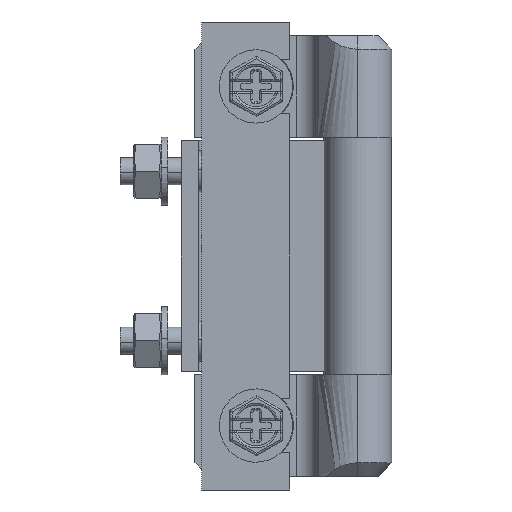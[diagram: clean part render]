
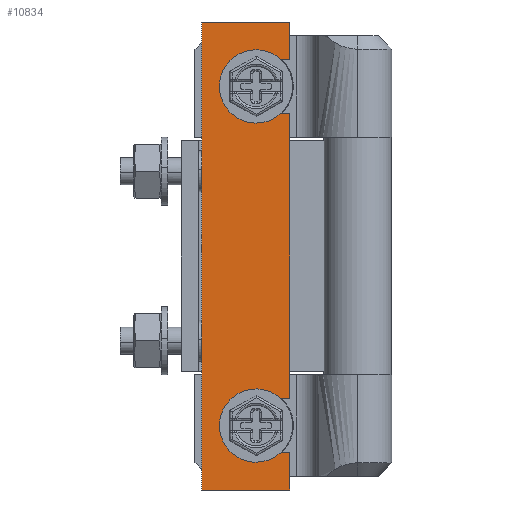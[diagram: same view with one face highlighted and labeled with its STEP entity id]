
A CAD part, left-side view. The second image highlights one B-rep face of the part: STEP entity #10834.
In plain terms, the highlighted free-form (B-spline) face has degree [1, 1] with [2, 2] control points.
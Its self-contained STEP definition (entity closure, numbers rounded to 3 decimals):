
#10719=CARTESIAN_POINT('',(-2.4,23.649,70.447));
#10720=CARTESIAN_POINT('',(-2.4,9.351,70.447));
#10721=CARTESIAN_POINT('',(-2.4,23.649,-5.447));
#10722=CARTESIAN_POINT('',(-2.4,9.351,-5.447));
#10723=B_SPLINE_SURFACE_WITH_KNOTS('',1,1,((#10719,#10721),(#10720,#10722)),.UNSPECIFIED.,.F.,.F.,.U.,(2,2),(2,2),(0.0,14.299),(0.0,75.893),.UNSPECIFIED.);
#10724=CARTESIAN_POINT('',(-2.4,10.,61.5));
#10725=VERTEX_POINT('',#10724);
#10726=CARTESIAN_POINT('',(-2.4,10.,67.));
#10727=VERTEX_POINT('',#10726);
#10728=CARTESIAN_POINT('',(-2.4,10.,61.5));
#10729=CARTESIAN_POINT('',(-2.4,10.,67.));
#10730=QUASI_UNIFORM_CURVE('',1,(#10728,#10729),.UNSPECIFIED.,.F.,.U.);
#10731=EDGE_CURVE('',#10725,#10727,#10730,.T.);
#10732=ORIENTED_EDGE('',*,*,#10731,.T.);
#10733=CARTESIAN_POINT('',(-2.4,23.,67.));
#10734=VERTEX_POINT('',#10733);
#10735=CARTESIAN_POINT('',(-2.4,10.,67.));
#10736=CARTESIAN_POINT('',(-2.4,23.,67.));
#10737=QUASI_UNIFORM_CURVE('',1,(#10735,#10736),.UNSPECIFIED.,.F.,.U.);
#10738=EDGE_CURVE('',#10727,#10734,#10737,.T.);
#10739=ORIENTED_EDGE('',*,*,#10738,.T.);
#10740=CARTESIAN_POINT('',(-2.4,23.,-2.));
#10741=VERTEX_POINT('',#10740);
#10742=CARTESIAN_POINT('',(-2.4,23.,67.));
#10743=CARTESIAN_POINT('',(-2.4,23.,-2.));
#10744=QUASI_UNIFORM_CURVE('',1,(#10742,#10743),.UNSPECIFIED.,.F.,.U.);
#10745=EDGE_CURVE('',#10734,#10741,#10744,.T.);
#10746=ORIENTED_EDGE('',*,*,#10745,.T.);
#10747=CARTESIAN_POINT('',(-2.4,10.,-2.));
#10748=VERTEX_POINT('',#10747);
#10749=CARTESIAN_POINT('',(-2.4,23.,-2.));
#10750=CARTESIAN_POINT('',(-2.4,10.,-2.));
#10751=QUASI_UNIFORM_CURVE('',1,(#10749,#10750),.UNSPECIFIED.,.F.,.U.);
#10752=EDGE_CURVE('',#10741,#10748,#10751,.T.);
#10753=ORIENTED_EDGE('',*,*,#10752,.T.);
#10754=CARTESIAN_POINT('',(-2.4,10.,3.5));
#10755=VERTEX_POINT('',#10754);
#10756=CARTESIAN_POINT('',(-2.4,10.,-2.));
#10757=CARTESIAN_POINT('',(-2.4,10.,3.5));
#10758=QUASI_UNIFORM_CURVE('',1,(#10756,#10757),.UNSPECIFIED.,.F.,.U.);
#10759=EDGE_CURVE('',#10748,#10755,#10758,.T.);
#10760=ORIENTED_EDGE('',*,*,#10759,.T.);
#10761=CARTESIAN_POINT('',(-2.4,12.938,3.5));
#10762=VERTEX_POINT('',#10761);
#10763=CARTESIAN_POINT('',(-2.4,10.,3.5));
#10764=CARTESIAN_POINT('',(-2.4,12.938,3.5));
#10765=QUASI_UNIFORM_CURVE('',1,(#10763,#10764),.UNSPECIFIED.,.F.,.U.);
#10766=EDGE_CURVE('',#10755,#10762,#10765,.T.);
#10767=ORIENTED_EDGE('',*,*,#10766,.T.);
#10768=CARTESIAN_POINT('',(-2.4,12.938,11.5));
#10769=VERTEX_POINT('',#10768);
#10770=CARTESIAN_POINT('',(-2.4,12.938,11.5));
#10771=CARTESIAN_POINT('',(-2.4,16.188,13.175));
#10772=CARTESIAN_POINT('',(-2.4,18.493,10.337));
#10773=CARTESIAN_POINT('',(-2.4,20.798,7.5));
#10774=CARTESIAN_POINT('',(-2.4,18.493,4.663));
#10775=CARTESIAN_POINT('',(-2.4,16.188,1.825));
#10776=CARTESIAN_POINT('',(-2.4,12.938,3.5));
#10784=(BOUNDED_CURVE()B_SPLINE_CURVE(2,(#10770,#10771,#10772,#10773,#10774,#10775,#10776),.UNSPECIFIED.,.F.,.U.)B_SPLINE_CURVE_WITH_KNOTS((3,2,2,3),(0.0,0.333,0.667,1.0),.UNSPECIFIED.)CURVE()GEOMETRIC_REPRESENTATION_ITEM()RATIONAL_B_SPLINE_CURVE((1.0,0.776,1.0,0.776,1.0,0.776,1.0))REPRESENTATION_ITEM(''));
#10785=EDGE_CURVE('',#10769,#10762,#10784,.T.);
#10786=ORIENTED_EDGE('',*,*,#10785,.F.);
#10787=CARTESIAN_POINT('',(-2.4,10.,11.5));
#10788=VERTEX_POINT('',#10787);
#10789=CARTESIAN_POINT('',(-2.4,12.938,11.5));
#10790=CARTESIAN_POINT('',(-2.4,10.,11.5));
#10791=QUASI_UNIFORM_CURVE('',1,(#10789,#10790),.UNSPECIFIED.,.F.,.U.);
#10792=EDGE_CURVE('',#10769,#10788,#10791,.T.);
#10793=ORIENTED_EDGE('',*,*,#10792,.T.);
#10794=CARTESIAN_POINT('',(-2.4,10.,53.5));
#10795=VERTEX_POINT('',#10794);
#10796=CARTESIAN_POINT('',(-2.4,10.,11.5));
#10797=CARTESIAN_POINT('',(-2.4,10.,53.5));
#10798=QUASI_UNIFORM_CURVE('',1,(#10796,#10797),.UNSPECIFIED.,.F.,.U.);
#10799=EDGE_CURVE('',#10788,#10795,#10798,.T.);
#10800=ORIENTED_EDGE('',*,*,#10799,.T.);
#10801=CARTESIAN_POINT('',(-2.4,12.938,53.5));
#10802=VERTEX_POINT('',#10801);
#10803=CARTESIAN_POINT('',(-2.4,10.,53.5));
#10804=CARTESIAN_POINT('',(-2.4,12.938,53.5));
#10805=QUASI_UNIFORM_CURVE('',1,(#10803,#10804),.UNSPECIFIED.,.F.,.U.);
#10806=EDGE_CURVE('',#10795,#10802,#10805,.T.);
#10807=ORIENTED_EDGE('',*,*,#10806,.T.);
#10808=CARTESIAN_POINT('',(-2.4,12.938,61.5));
#10809=VERTEX_POINT('',#10808);
#10810=CARTESIAN_POINT('',(-2.4,12.938,61.5));
#10811=CARTESIAN_POINT('',(-2.4,16.188,63.175));
#10812=CARTESIAN_POINT('',(-2.4,18.493,60.337));
#10813=CARTESIAN_POINT('',(-2.4,20.798,57.5));
#10814=CARTESIAN_POINT('',(-2.4,18.493,54.663));
#10815=CARTESIAN_POINT('',(-2.4,16.188,51.825));
#10816=CARTESIAN_POINT('',(-2.4,12.938,53.5));
#10824=(BOUNDED_CURVE()B_SPLINE_CURVE(2,(#10810,#10811,#10812,#10813,#10814,#10815,#10816),.UNSPECIFIED.,.F.,.U.)B_SPLINE_CURVE_WITH_KNOTS((3,2,2,3),(0.0,0.333,0.667,1.0),.UNSPECIFIED.)CURVE()GEOMETRIC_REPRESENTATION_ITEM()RATIONAL_B_SPLINE_CURVE((1.0,0.776,1.0,0.776,1.0,0.776,1.0))REPRESENTATION_ITEM(''));
#10825=EDGE_CURVE('',#10809,#10802,#10824,.T.);
#10826=ORIENTED_EDGE('',*,*,#10825,.F.);
#10827=CARTESIAN_POINT('',(-2.4,12.938,61.5));
#10828=CARTESIAN_POINT('',(-2.4,10.,61.5));
#10829=QUASI_UNIFORM_CURVE('',1,(#10827,#10828),.UNSPECIFIED.,.F.,.U.);
#10830=EDGE_CURVE('',#10809,#10725,#10829,.T.);
#10831=ORIENTED_EDGE('',*,*,#10830,.T.);
#10832=EDGE_LOOP('',(#10732,#10739,#10746,#10753,#10760,#10767,#10786,#10793,#10800,#10807,#10826,#10831));
#10833=FACE_OUTER_BOUND('',#10832,.T.);
#10834=ADVANCED_FACE('',(#10833),#10723,.F.);
